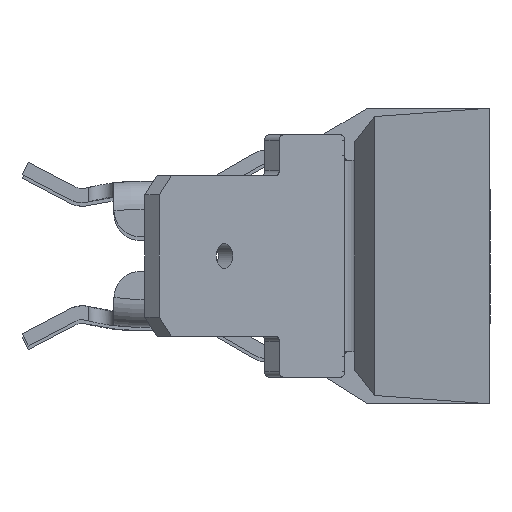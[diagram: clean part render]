
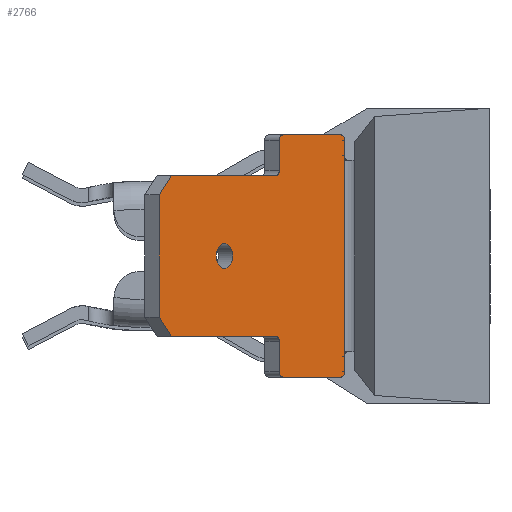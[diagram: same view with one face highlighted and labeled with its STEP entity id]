
A CAD part, left-side view. The second image highlights one B-rep face of the part: STEP entity #2766.
In plain terms, the highlighted face is planar.
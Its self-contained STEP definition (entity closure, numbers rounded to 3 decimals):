
#173=FACE_BOUND('',#526,.T.);
#200=CIRCLE('',#2929,0.5);
#208=CIRCLE('',#2943,0.2);
#209=CIRCLE('',#2946,0.2);
#210=CIRCLE('',#2952,0.2);
#211=CIRCLE('',#2955,0.2);
#212=CIRCLE('',#2957,0.2);
#213=CIRCLE('',#2960,0.2);
#352=FACE_OUTER_BOUND('',#525,.T.);
#525=EDGE_LOOP('',(#2114,#2115,#2116,#2117,#2118,#2119,#2120,#2121,#2122,
#2123,#2124,#2125,#2126,#2127,#2128,#2129,#2130,#2131));
#526=EDGE_LOOP('',(#2132));
#721=LINE('',#4233,#977);
#727=LINE('',#4244,#983);
#739=LINE('',#4281,#995);
#741=LINE('',#4285,#997);
#745=LINE('',#4294,#1001);
#749=LINE('',#4327,#1005);
#754=LINE('',#4358,#1010);
#757=LINE('',#4367,#1013);
#761=LINE('',#4378,#1017);
#762=LINE('',#4382,#1018);
#763=LINE('',#4384,#1019);
#764=LINE('',#4385,#1020);
#977=VECTOR('',#3384,1.061);
#983=VECTOR('',#3392,6.413);
#995=VECTOR('',#3420,1.061);
#997=VECTOR('',#3424,6.413);
#1001=VECTOR('',#3434,1.2);
#1005=VECTOR('',#3446,0.6);
#1010=VECTOR('',#3455,0.6);
#1013=VECTOR('',#3464,3.6);
#1017=VECTOR('',#3478,3.6);
#1018=VECTOR('',#3485,1.2);
#1019=VECTOR('',#3488,7.95);
#1020=VECTOR('',#3489,4.85);
#1213=VERTEX_POINT('',#4226);
#1215=VERTEX_POINT('',#4231);
#1216=VERTEX_POINT('',#4232);
#1220=VERTEX_POINT('',#4242);
#1236=VERTEX_POINT('',#4278);
#1237=VERTEX_POINT('',#4280);
#1238=VERTEX_POINT('',#4284);
#1239=VERTEX_POINT('',#4288);
#1240=VERTEX_POINT('',#4292);
#1241=VERTEX_POINT('',#4296);
#1244=VERTEX_POINT('',#4313);
#1245=VERTEX_POINT('',#4326);
#1247=VERTEX_POINT('',#4331);
#1249=VERTEX_POINT('',#4356);
#1250=VERTEX_POINT('',#4360);
#1251=VERTEX_POINT('',#4361);
#1252=VERTEX_POINT('',#4366);
#1253=VERTEX_POINT('',#4372);
#1254=VERTEX_POINT('',#4376);
#1517=EDGE_CURVE('',#1213,#1213,#200,.T.);
#1519=EDGE_CURVE('',#1215,#1216,#721,.T.);
#1525=EDGE_CURVE('',#1215,#1220,#727,.T.);
#1543=EDGE_CURVE('',#1236,#1237,#739,.T.);
#1545=EDGE_CURVE('',#1238,#1237,#741,.T.);
#1548=EDGE_CURVE('',#1239,#1220,#208,.T.);
#1550=EDGE_CURVE('',#1240,#1239,#745,.T.);
#1551=EDGE_CURVE('',#1238,#1241,#209,.T.);
#1557=EDGE_CURVE('',#1244,#1245,#749,.T.);
#1564=EDGE_CURVE('',#1249,#1247,#754,.T.);
#1565=EDGE_CURVE('',#1250,#1251,#210,.T.);
#1568=EDGE_CURVE('',#1251,#1252,#757,.T.);
#1570=EDGE_CURVE('',#1252,#1249,#211,.T.);
#1571=EDGE_CURVE('',#1253,#1240,#212,.T.);
#1574=EDGE_CURVE('',#1254,#1253,#761,.T.);
#1575=EDGE_CURVE('',#1245,#1254,#213,.T.);
#1576=EDGE_CURVE('',#1250,#1241,#762,.T.);
#1577=EDGE_CURVE('',#1247,#1244,#763,.T.);
#1578=EDGE_CURVE('',#1236,#1216,#764,.T.);
#2114=ORIENTED_EDGE('',*,*,#1519,.F.);
#2115=ORIENTED_EDGE('',*,*,#1525,.T.);
#2116=ORIENTED_EDGE('',*,*,#1548,.F.);
#2117=ORIENTED_EDGE('',*,*,#1550,.F.);
#2118=ORIENTED_EDGE('',*,*,#1571,.F.);
#2119=ORIENTED_EDGE('',*,*,#1574,.F.);
#2120=ORIENTED_EDGE('',*,*,#1575,.F.);
#2121=ORIENTED_EDGE('',*,*,#1557,.F.);
#2122=ORIENTED_EDGE('',*,*,#1577,.F.);
#2123=ORIENTED_EDGE('',*,*,#1564,.F.);
#2124=ORIENTED_EDGE('',*,*,#1570,.F.);
#2125=ORIENTED_EDGE('',*,*,#1568,.F.);
#2126=ORIENTED_EDGE('',*,*,#1565,.F.);
#2127=ORIENTED_EDGE('',*,*,#1576,.T.);
#2128=ORIENTED_EDGE('',*,*,#1551,.F.);
#2129=ORIENTED_EDGE('',*,*,#1545,.T.);
#2130=ORIENTED_EDGE('',*,*,#1543,.F.);
#2131=ORIENTED_EDGE('',*,*,#1578,.T.);
#2132=ORIENTED_EDGE('',*,*,#1517,.T.);
#2653=PLANE('',#2962);
#2766=ADVANCED_FACE('',(#352,#173),#2653,.T.);
#2929=AXIS2_PLACEMENT_3D('',#4227,#3378,#3379);
#2943=AXIS2_PLACEMENT_3D('',#4290,#3429,#3430);
#2946=AXIS2_PLACEMENT_3D('',#4297,#3437,#3438);
#2952=AXIS2_PLACEMENT_3D('',#4362,#3458,#3459);
#2955=AXIS2_PLACEMENT_3D('',#4370,#3468,#3469);
#2957=AXIS2_PLACEMENT_3D('',#4373,#3472,#3473);
#2960=AXIS2_PLACEMENT_3D('',#4380,#3481,#3482);
#2962=AXIS2_PLACEMENT_3D('',#4383,#3486,#3487);
#3378=DIRECTION('center_axis',(-0.643,0.766,0.));
#3379=DIRECTION('ref_axis',(-0.766,-0.643,0.));
#3384=DIRECTION('',(0.542,0.455,-0.707));
#3392=DIRECTION('',(-0.766,-0.643,0.));
#3420=DIRECTION('',(-0.542,-0.455,-0.707));
#3424=DIRECTION('',(0.766,0.643,0.));
#3429=DIRECTION('center_axis',(0.643,-0.766,0.));
#3430=DIRECTION('ref_axis',(-0.542,-0.455,-0.707));
#3434=DIRECTION('',(0.,0.,-1.));
#3437=DIRECTION('center_axis',(0.643,-0.766,0.));
#3438=DIRECTION('ref_axis',(-0.542,-0.455,0.707));
#3446=DIRECTION('',(0.,0.,1.));
#3455=DIRECTION('',(0.,0.,1.));
#3458=DIRECTION('center_axis',(-0.643,0.766,0.));
#3459=DIRECTION('ref_axis',(0.542,0.455,-0.707));
#3464=DIRECTION('',(-0.766,-0.643,0.));
#3468=DIRECTION('center_axis',(-0.643,0.766,0.));
#3469=DIRECTION('ref_axis',(-0.542,-0.455,-0.707));
#3472=DIRECTION('center_axis',(-0.643,0.766,0.));
#3473=DIRECTION('ref_axis',(0.542,0.455,0.707));
#3478=DIRECTION('',(0.766,0.643,0.));
#3481=DIRECTION('center_axis',(-0.643,0.766,0.));
#3482=DIRECTION('ref_axis',(-0.542,-0.455,0.707));
#3485=DIRECTION('',(0.,0.,1.));
#3486=DIRECTION('center_axis',(0.643,-0.766,0.));
#3487=DIRECTION('ref_axis',(0.,0.,-1.));
#3488=DIRECTION('',(0.,0.,1.));
#3489=DIRECTION('',(0.,0.,1.));
#4226=CARTESIAN_POINT('',(6.511,5.464,0.));
#4227=CARTESIAN_POINT('Origin',(6.128,5.142,0.));
#4231=CARTESIAN_POINT('',(8.618,7.231,3.175));
#4232=CARTESIAN_POINT('',(9.193,7.713,2.425));
#4233=CARTESIAN_POINT('',(8.618,7.231,3.175));
#4242=CARTESIAN_POINT('',(3.705,3.109,3.175));
#4244=CARTESIAN_POINT('',(8.618,7.231,3.175));
#4278=CARTESIAN_POINT('',(9.193,7.713,-2.425));
#4280=CARTESIAN_POINT('',(8.618,7.231,-3.175));
#4281=CARTESIAN_POINT('',(9.193,7.713,-2.425));
#4284=CARTESIAN_POINT('',(3.705,3.109,-3.175));
#4285=CARTESIAN_POINT('',(3.705,3.109,-3.175));
#4288=CARTESIAN_POINT('',(3.552,2.981,3.375));
#4290=CARTESIAN_POINT('Origin',(3.705,3.109,3.375));
#4292=CARTESIAN_POINT('',(3.552,2.981,4.575));
#4294=CARTESIAN_POINT('',(3.552,2.981,4.575));
#4296=CARTESIAN_POINT('',(3.552,2.981,-3.375));
#4297=CARTESIAN_POINT('Origin',(3.705,3.109,-3.375));
#4313=CARTESIAN_POINT('',(0.488,0.409,3.975));
#4326=CARTESIAN_POINT('',(0.488,0.409,4.575));
#4327=CARTESIAN_POINT('',(0.488,0.409,3.975));
#4331=CARTESIAN_POINT('',(0.488,0.409,-3.975));
#4356=CARTESIAN_POINT('',(0.488,0.409,-4.575));
#4358=CARTESIAN_POINT('',(0.488,0.409,-4.575));
#4360=CARTESIAN_POINT('',(3.552,2.981,-4.575));
#4361=CARTESIAN_POINT('',(3.399,2.852,-4.775));
#4362=CARTESIAN_POINT('Origin',(3.399,2.852,-4.575));
#4366=CARTESIAN_POINT('',(0.641,0.538,-4.775));
#4367=CARTESIAN_POINT('',(3.399,2.852,-4.775));
#4370=CARTESIAN_POINT('Origin',(0.641,0.538,-4.575));
#4372=CARTESIAN_POINT('',(3.399,2.852,4.775));
#4373=CARTESIAN_POINT('Origin',(3.399,2.852,4.575));
#4376=CARTESIAN_POINT('',(0.641,0.538,4.775));
#4378=CARTESIAN_POINT('',(0.641,0.538,4.775));
#4380=CARTESIAN_POINT('Origin',(0.641,0.538,4.575));
#4382=CARTESIAN_POINT('',(3.552,2.981,-4.575));
#4383=CARTESIAN_POINT('Origin',(9.193,7.713,0.));
#4384=CARTESIAN_POINT('',(0.488,0.409,-3.975));
#4385=CARTESIAN_POINT('',(9.193,7.713,-2.425));
